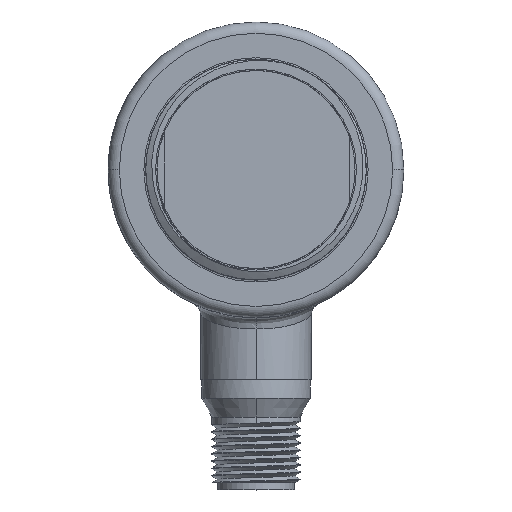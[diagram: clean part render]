
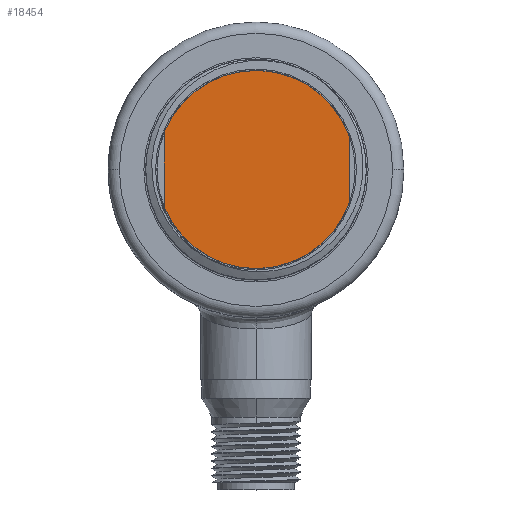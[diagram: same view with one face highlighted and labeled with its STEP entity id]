
A CAD part, top view. The second image highlights one B-rep face of the part: STEP entity #18454.
In plain terms, the highlighted planar face has unit normal (0, 0, 1).
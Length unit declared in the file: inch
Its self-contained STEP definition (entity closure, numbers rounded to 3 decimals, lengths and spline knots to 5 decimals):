
#3187=CARTESIAN_POINT('',(0.,0.,1.264));
#3188=DIRECTION('',(0.,0.,1.));
#3189=DIRECTION('',(0.943,0.332,0.));
#3190=AXIS2_PLACEMENT_3D('',#3187,#3188,#3189);
#3192=DIRECTION('',(0.,1.,0.));
#3193=VECTOR('',#3192,0.35157);
#3194=CARTESIAN_POINT('',(0.5,-0.17578,1.264));
#3195=LINE('',#3194,#3193);
#3196=CARTESIAN_POINT('',(0.,0.,1.264));
#3197=DIRECTION('',(0.,0.,1.));
#3198=DIRECTION('',(-0.925,-0.381,0.));
#3199=AXIS2_PLACEMENT_3D('',#3196,#3197,#3198);
#3201=DIRECTION('',(0.,-1.,0.));
#3202=VECTOR('',#3201,0.40398);
#3203=CARTESIAN_POINT('',(-0.49,0.20199,1.264));
#3204=LINE('',#3203,#3202);
#14531=CARTESIAN_POINT('',(0.5,0.17578,1.264));
#14532=CARTESIAN_POINT('',(-0.49,0.20199,1.264));
#14533=VERTEX_POINT('',#14531);
#14534=VERTEX_POINT('',#14532);
#14535=CARTESIAN_POINT('',(-0.49,-0.20199,1.264));
#14536=VERTEX_POINT('',#14535);
#14537=CARTESIAN_POINT('',(0.5,-0.17578,1.264));
#14538=VERTEX_POINT('',#14537);
#18442=CARTESIAN_POINT('',(0.,0.,1.264));
#18443=DIRECTION('',(0.,0.,1.));
#18444=DIRECTION('',(1.,0.,0.));
#18445=AXIS2_PLACEMENT_3D('',#18442,#18443,#18444);
#18446=PLANE('',#18445);
#18447=ORIENTED_EDGE('',*,*,#18388,.F.);
#18448=ORIENTED_EDGE('',*,*,#18433,.F.);
#18449=ORIENTED_EDGE('',*,*,#18396,.F.);
#18451=ORIENTED_EDGE('',*,*,#18450,.F.);
#18452=EDGE_LOOP('',(#18447,#18448,#18449,#18451));
#18453=FACE_OUTER_BOUND('',#18452,.F.);
#18454=ADVANCED_FACE('',(#18453),#18446,.T.);
#3191=CIRCLE('',#3190,0.53);
#3200=CIRCLE('',#3199,0.53);
#18388=EDGE_CURVE('',#14533,#14534,#3191,.T.);
#18396=EDGE_CURVE('',#14536,#14538,#3200,.T.);
#18433=EDGE_CURVE('',#14538,#14533,#3195,.T.);
#18450=EDGE_CURVE('',#14534,#14536,#3204,.T.);
